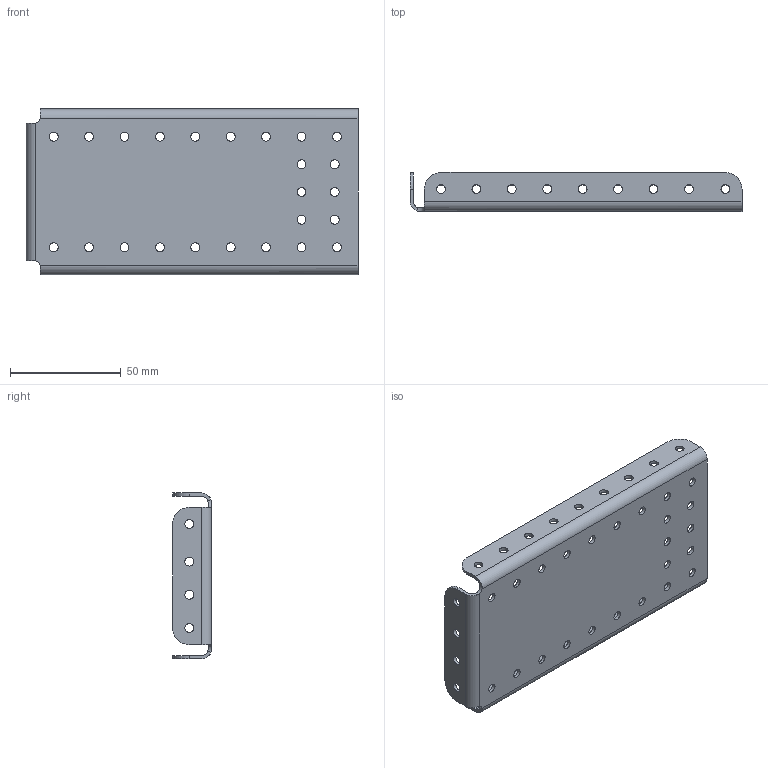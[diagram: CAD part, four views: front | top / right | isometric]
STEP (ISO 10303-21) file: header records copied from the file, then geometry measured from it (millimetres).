
FILE_DESCRIPTION(/* description */ (''),/* implementation_level */ '2;1');
FILE_NAME(/* name */ 'Val19.stp',/* time_stamp */ '2020-12-28T15:40:29-05:00',/* author */ ('Morty'),/* organization */ (''),/* preprocessor_version */ 'ST-DEVELOPER v18.1',/* originating_system */ 'Autodesk Inventor 2021',/* authorisation */ '');
FILE_SCHEMA (('AUTOMOTIVE_DESIGN { 1 0 10303 214 3 1 1 }'));
Length unit declared in the file: millimetre
Products named in the file (1): Val19
Bounding box: 150 x 17.5 x 75 mm (x, y, z)
Volume: 23311.7 mm3; surface area: 32721.1 mm2
Topology: 1 solids, 1 shells, 76 faces, 222 edges, 148 vertices
Faces by surface type: cylinder 60, plane 16
Full cylindrical faces by diameter (mm): 4 x46
Entity records: 2827 total; most frequent: DIRECTION 488, CARTESIAN_POINT 479, ORIENTED_EDGE 444, EDGE_CURVE 222, AXIS2_PLACEMENT_3D 197, EDGE_LOOP 168, VERTEX_POINT 148, CIRCLE 120
